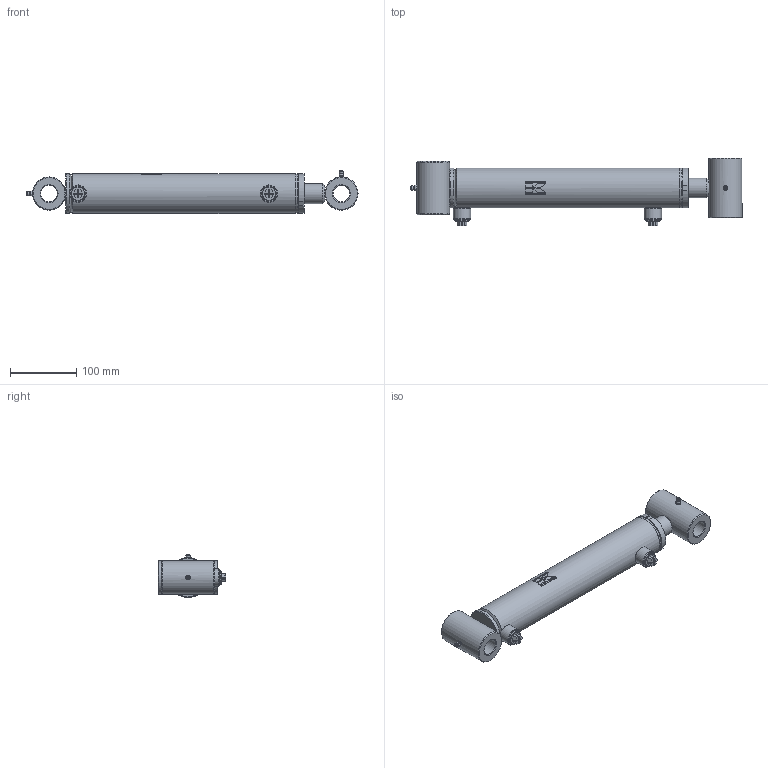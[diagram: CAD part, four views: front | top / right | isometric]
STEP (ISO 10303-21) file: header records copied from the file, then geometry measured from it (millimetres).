
FILE_DESCRIPTION (( 'STEP AP214' ), '1' );
FILE_NAME ('CFGCY0055693-Cylinder.step', '2026-03-10T10:34:47', ( 'Kramp IT' ), ( 'Kramp' ), 'SwSTEP 2.0', 'SolidWorks 2025', '' );
FILE_SCHEMA (( 'AUTOMOTIVE_DESIGN' ));
Length unit declared in the file: millimetre
Products named in the file (21): DS2905013030_Simplified; DC3905001; Tube-WA_Simplified; BUSHVM-EC; GN61180; Tube_Simplified; MATE-AID; Rod_Simplified; DS2905004_Simplified; DS2905004VM_Simplified; LSN06E; BUSH-EC; DS2905013030VM_Simplified; BUSH-RD; Tube-MA_Simplified; Rod-WA_Simplified; DS2905015; CFGCY0055693-Cylinder; SP06M; BUSHVM-RD
Assembly tree (22 placements, depth 4):
  MATE-AID
  CFGCY0055693-Cylinder
    Tube-WA_Simplified
      Tube-MA_Simplified
        Tube_Simplified
        LSN06E
      LSN06E
      DC3905001
        DC3905001
      BUSHVM-EC
        BUSH-EC
    Rod-WA_Simplified
      Rod_Simplified
      BUSHVM-RD
        BUSH-RD
    DS2905013030VM_Simplified
      DS2905013030_Simplified
    DS2905004VM_Simplified
      DS2905004_Simplified
    DS2905015
    SP06M  x2
    GN61180  x2
Bounding box: 499.79 x 102 x 64.79 mm (x, y, z)
Volume: 979490.9 mm3; surface area: 249257.8 mm2
Topology: 14 solids, 14 shells, 295 faces, 629 edges, 409 vertices
Faces by surface type: plane 155, cylinder 79, cone 41, torus 14, bspline 4, sphere 2
Full cylindrical faces by diameter (mm): 4.5 x2, 4.73 x2, 6 x2, 8 x2, 14.5 x1, 14.95 x2, 16.66 x2, 22.2 x2, 22.5 x2, 24 x1, 25 x2, 26 x2, 30 x2, 34 x1, 45.41 x2, 48.66 x2, 50 x4, 54 x1, 59.5 x1, 60 x3
Entity records: 7686 total; most frequent: CARTESIAN_POINT 1501, DIRECTION 972, ORIENTED_EDGE 716, AXIS2_PLACEMENT_3D 398, EDGE_CURVE 358, EDGE_LOOP 338, VERTEX_POINT 276, FACE_OUTER_BOUND 257
